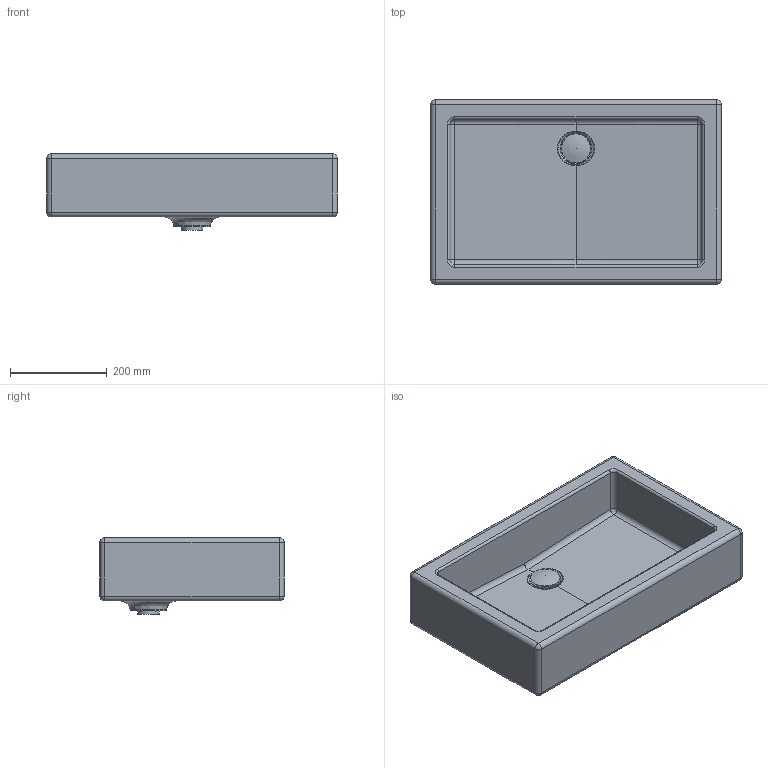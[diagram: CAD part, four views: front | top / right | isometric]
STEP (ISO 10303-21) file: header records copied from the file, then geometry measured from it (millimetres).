
FILE_DESCRIPTION((''),'2;1');
FILE_NAME('045560.stp','2007-03-16T07:21:39',('Huebner'),(''),'Autodesk Inventor 11','Autodesk Inventor 11','');
FILE_SCHEMA(('AUTOMOTIVE_DESIGN { 1 0 10303 214 1 1 1 1 }'));
Length unit declared in the file: millimetre
Products named in the file (4): 045560; Kelch; Stopfen
Assembly tree (3 placements, depth 2):
  045560
    045560
    Kelch
    Stopfen
Bounding box: 600 x 380 x 157.03 mm (x, y, z)
Volume: 12198548.7 mm3; surface area: 887558 mm2
Topology: 3 solids, 3 shells, 92 faces, 211 edges, 118 vertices
Faces by surface type: cylinder 38, plane 25, torus 9, bspline 8, sphere 8, cone 4
Full cylindrical faces by diameter (mm): 42 x1, 44 x1, 52 x1, 60 x1
Entity records: 3179 total; most frequent: CARTESIAN_POINT 1113, DIRECTION 448, ORIENTED_EDGE 376, EDGE_CURVE 188, AXIS2_PLACEMENT_3D 181, VERTEX_POINT 114, EDGE_LOOP 108, FACE_OUTER_BOUND 92
